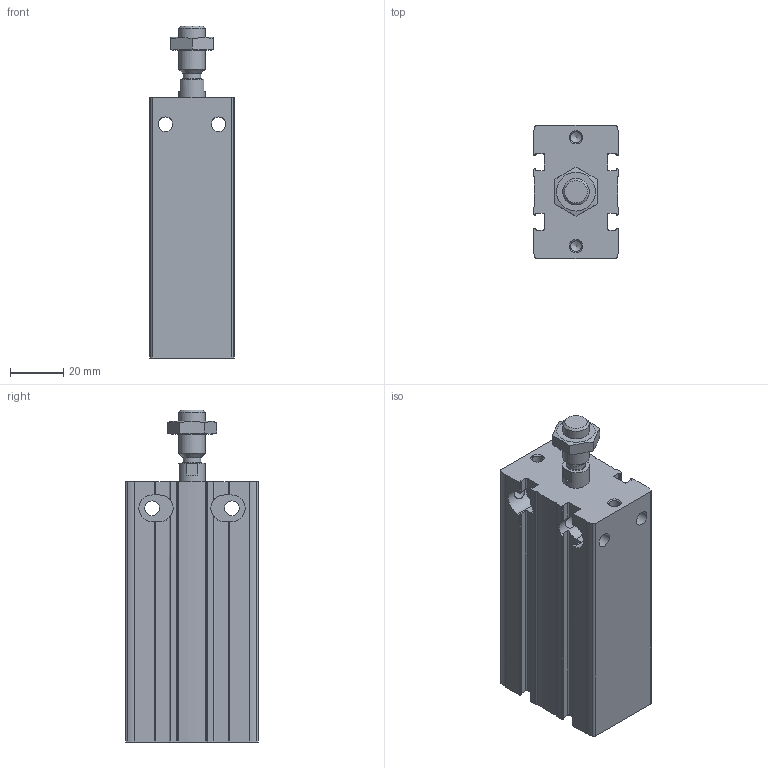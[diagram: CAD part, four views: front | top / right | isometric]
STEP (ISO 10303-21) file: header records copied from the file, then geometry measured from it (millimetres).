
FILE_DESCRIPTION(/* description */ ('STEP AP214'),/* implementation_level */ '2;1');
FILE_NAME(/* name */ '4829577_DPDM-25-50-PA',/* time_stamp */ '2024-08-20T20:21:27+02:00',/* author */ ('License CC BY-ND 4.0'),/* organization */ ('CADENAS'),/* preprocessor_version */ 'ST-DEVELOPER v19.3',/* originating_system */ 'PARTsolutions',/* authorisation */ ' ');
FILE_SCHEMA (('AUTOMOTIVE_DESIGN {1 0 10303 214 3 1 1}'));
Length unit declared in the file: millimetre
Products named in the file (4): 4829577 DPDM-25-50-PA---(0); 4328892 DPDM-50---(h); 4328892 DPDM-50---(r); ISO 4035 M10x1.25(F)
Assembly tree (3 placements, depth 2):
  4829577 DPDM-25-50-PA---(0)
    4328892 DPDM-50---(h)
    4328892 DPDM-50---(r)
    ISO 4035 M10x1.25(F)
Bounding box: 32 x 50 x 125 mm (x, y, z)
Volume: 121465.9 mm3; surface area: 36367.4 mm2
Topology: 3 solids, 3 shells, 239 faces, 665 edges, 438 vertices
Faces by surface type: cylinder 113, plane 104, cone 20, torus 2
Full cylindrical faces by diameter (mm): 4.134 x6, 5.5 x8, 6.667 x1, 8.647 x1, 10 x3, 16 x1, 25 x2, 26 x1
Entity records: 7709 total; most frequent: CARTESIAN_POINT 1591, DIRECTION 1260, ORIENTED_EDGE 1212, EDGE_CURVE 606, AXIS2_PLACEMENT_3D 463, VERTEX_POINT 430, LINE 334, VECTOR 334
